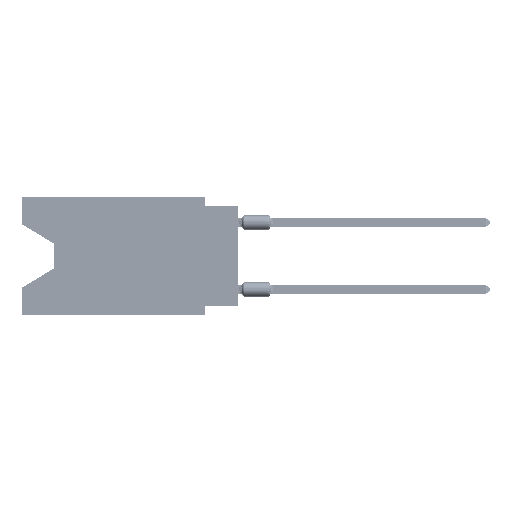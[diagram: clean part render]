
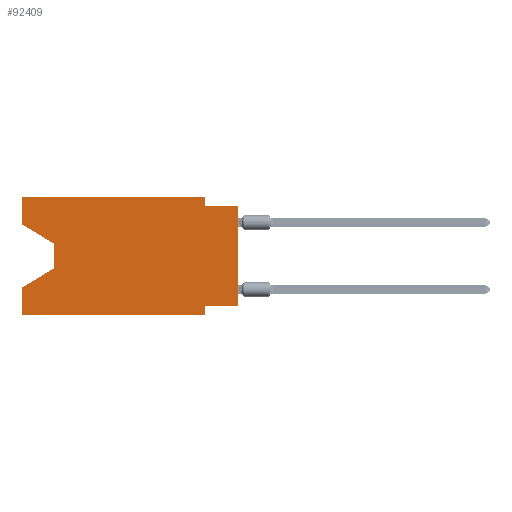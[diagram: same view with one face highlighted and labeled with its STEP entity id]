
A CAD part, left-side view. The second image highlights one B-rep face of the part: STEP entity #92409.
In plain terms, the highlighted planar face has unit normal (-1, 0, 0).
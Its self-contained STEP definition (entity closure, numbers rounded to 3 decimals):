
#1321 = DIRECTION ( 'NONE',  ( 1., 0., 0. ) ) ;
#2245 = PLANE ( 'NONE',  #91160 ) ;
#2712 = DIRECTION ( 'NONE',  ( 0., 0., -1. ) ) ;
#4589 = CARTESIAN_POINT ( 'NONE',  ( 0., 16.383, 0. ) ) ;
#4729 = ORIENTED_EDGE ( 'NONE', *, *, #70112, .T. ) ;
#4790 = DIRECTION ( 'NONE',  ( 0., 0., 1. ) ) ;
#4968 = ORIENTED_EDGE ( 'NONE', *, *, #38301, .T. ) ;
#7238 = CARTESIAN_POINT ( 'NONE',  ( 0., 0., -8.255 ) ) ;
#7621 = EDGE_CURVE ( 'NONE', #31074, #81930, #11443, .T. ) ;
#9158 = VERTEX_POINT ( 'NONE', #24476 ) ;
#9718 = CARTESIAN_POINT ( 'NONE',  ( 0., 16.383, 0. ) ) ;
#10371 = VERTEX_POINT ( 'NONE', #60473 ) ;
#10707 = CARTESIAN_POINT ( 'NONE',  ( 0., 0., -0.635 ) ) ;
#11443 = LINE ( 'NONE', #40399, #57688 ) ;
#11803 = LINE ( 'NONE', #40296, #76818 ) ;
#14382 = VECTOR ( 'NONE', #57953, 1000. ) ;
#14942 = ORIENTED_EDGE ( 'NONE', *, *, #7621, .T. ) ;
#15340 = VERTEX_POINT ( 'NONE', #7238 ) ;
#16138 = DIRECTION ( 'NONE',  ( 0., 0., -1. ) ) ;
#16343 = CARTESIAN_POINT ( 'NONE',  ( 0., 2.54, 0. ) ) ;
#17235 = VERTEX_POINT ( 'NONE', #47052 ) ;
#18185 = VECTOR ( 'NONE', #39209, 1000. ) ;
#19381 = DIRECTION ( 'NONE',  ( 0., -1., 0. ) ) ;
#19405 = LINE ( 'NONE', #77797, #58958 ) ;
#21719 = ORIENTED_EDGE ( 'NONE', *, *, #83692, .F. ) ;
#21783 = EDGE_CURVE ( 'NONE', #31074, #66643, #11803, .T. ) ;
#22063 = EDGE_CURVE ( 'NONE', #49737, #87354, #32261, .T. ) ;
#24476 = CARTESIAN_POINT ( 'NONE',  ( 0., 13.97, -3.505 ) ) ;
#28741 = VERTEX_POINT ( 'NONE', #50836 ) ;
#29447 = CARTESIAN_POINT ( 'NONE',  ( 0., 0., -8.255 ) ) ;
#29845 = DIRECTION ( 'NONE',  ( 0., 0., -1. ) ) ;
#30026 = DIRECTION ( 'NONE',  ( 0., 0., 1. ) ) ;
#30156 = LINE ( 'NONE', #51635, #42796 ) ;
#31074 = VERTEX_POINT ( 'NONE', #61350 ) ;
#31344 = DIRECTION ( 'NONE',  ( 0., 0., 1. ) ) ;
#32261 = LINE ( 'NONE', #60305, #51460 ) ;
#35921 = ORIENTED_EDGE ( 'NONE', *, *, #78992, .F. ) ;
#37178 = VECTOR ( 'NONE', #2712, 1000. ) ;
#38217 = LINE ( 'NONE', #86859, #37178 ) ;
#38301 = EDGE_CURVE ( 'NONE', #9158, #28741, #38217, .T. ) ;
#39209 = DIRECTION ( 'NONE',  ( 0., -1., 0. ) ) ;
#40000 = VERTEX_POINT ( 'NONE', #16343 ) ;
#40296 = CARTESIAN_POINT ( 'NONE',  ( 0., 16.383, 0. ) ) ;
#40399 = CARTESIAN_POINT ( 'NONE',  ( 0., 16.383, -8.89 ) ) ;
#40856 = EDGE_CURVE ( 'NONE', #17235, #81930, #30156, .T. ) ;
#41954 = CARTESIAN_POINT ( 'NONE',  ( 0., 16.383, -2.038 ) ) ;
#42796 = VECTOR ( 'NONE', #16138, 1000. ) ;
#43716 = VERTEX_POINT ( 'NONE', #61391 ) ;
#45285 = VECTOR ( 'NONE', #47213, 1000. ) ;
#45566 = CARTESIAN_POINT ( 'NONE',  ( 0., 16.383, -6.852 ) ) ;
#46190 = VECTOR ( 'NONE', #75225, 1000. ) ;
#46683 = LINE ( 'NONE', #89261, #46190 ) ;
#47052 = CARTESIAN_POINT ( 'NONE',  ( 0., 2.54, -8.255 ) ) ;
#47213 = DIRECTION ( 'NONE',  ( 0., 0.855, -0.519 ) ) ;
#49737 = VERTEX_POINT ( 'NONE', #41954 ) ;
#50836 = CARTESIAN_POINT ( 'NONE',  ( 0., 13.97, -5.385 ) ) ;
#51460 = VECTOR ( 'NONE', #31344, 1000. ) ;
#51635 = CARTESIAN_POINT ( 'NONE',  ( 0., 2.54, -8.89 ) ) ;
#51858 = LINE ( 'NONE', #29447, #14382 ) ;
#53702 = VECTOR ( 'NONE', #70009, 1000. ) ;
#53885 = ORIENTED_EDGE ( 'NONE', *, *, #40856, .F. ) ;
#53937 = ORIENTED_EDGE ( 'NONE', *, *, #90745, .T. ) ;
#54582 = LINE ( 'NONE', #91025, #53702 ) ;
#57357 = ORIENTED_EDGE ( 'NONE', *, *, #74831, .T. ) ;
#57688 = VECTOR ( 'NONE', #19381, 1000. ) ;
#57953 = DIRECTION ( 'NONE',  ( 0., 1., 0. ) ) ;
#58491 = ORIENTED_EDGE ( 'NONE', *, *, #80286, .F. ) ;
#58958 = VECTOR ( 'NONE', #63295, 1000. ) ;
#59927 = CARTESIAN_POINT ( 'NONE',  ( 0., 0., 0. ) ) ;
#60305 = CARTESIAN_POINT ( 'NONE',  ( 0., 16.383, 0. ) ) ;
#60473 = CARTESIAN_POINT ( 'NONE',  ( 0., 0., -0.635 ) ) ;
#61350 = CARTESIAN_POINT ( 'NONE',  ( 0., 16.383, -8.89 ) ) ;
#61391 = CARTESIAN_POINT ( 'NONE',  ( 0., 2.54, -0.635 ) ) ;
#62182 = CARTESIAN_POINT ( 'NONE',  ( 0., 13.97, -5.385 ) ) ;
#63295 = DIRECTION ( 'NONE',  ( 0., -1., 0. ) ) ;
#64841 = ORIENTED_EDGE ( 'NONE', *, *, #22063, .F. ) ;
#65303 = VECTOR ( 'NONE', #30026, 1000. ) ;
#66270 = FACE_OUTER_BOUND ( 'NONE', #91472, .T. ) ;
#66643 = VERTEX_POINT ( 'NONE', #45566 ) ;
#66941 = LINE ( 'NONE', #59927, #65303 ) ;
#70009 = DIRECTION ( 'NONE',  ( 0., 0., -1. ) ) ;
#70112 = EDGE_CURVE ( 'NONE', #28741, #66643, #76220, .T. ) ;
#74679 = CARTESIAN_POINT ( 'NONE',  ( 0., 2.54, -8.89 ) ) ;
#74746 = LINE ( 'NONE', #10707, #18185 ) ;
#74831 = EDGE_CURVE ( 'NONE', #15340, #10371, #66941, .T. ) ;
#75212 = EDGE_CURVE ( 'NONE', #15340, #17235, #51858, .T. ) ;
#75225 = DIRECTION ( 'NONE',  ( 0., -0.855, -0.519 ) ) ;
#76131 = ORIENTED_EDGE ( 'NONE', *, *, #75212, .F. ) ;
#76220 = LINE ( 'NONE', #62182, #45285 ) ;
#76818 = VECTOR ( 'NONE', #4790, 1000. ) ;
#77797 = CARTESIAN_POINT ( 'NONE',  ( 0., 16.383, 0. ) ) ;
#78992 = EDGE_CURVE ( 'NONE', #40000, #43716, #54582, .T. ) ;
#80286 = EDGE_CURVE ( 'NONE', #43716, #10371, #74746, .T. ) ;
#81930 = VERTEX_POINT ( 'NONE', #74679 ) ;
#82266 = ORIENTED_EDGE ( 'NONE', *, *, #21783, .F. ) ;
#83692 = EDGE_CURVE ( 'NONE', #87354, #40000, #19405, .T. ) ;
#86859 = CARTESIAN_POINT ( 'NONE',  ( 0., 13.97, -3.505 ) ) ;
#87354 = VERTEX_POINT ( 'NONE', #4589 ) ;
#89261 = CARTESIAN_POINT ( 'NONE',  ( 0., 16.383, -2.038 ) ) ;
#90745 = EDGE_CURVE ( 'NONE', #49737, #9158, #46683, .T. ) ;
#91025 = CARTESIAN_POINT ( 'NONE',  ( 0., 2.54, 0. ) ) ;
#91160 = AXIS2_PLACEMENT_3D ( 'NONE', #9718, #1321, #29845 ) ;
#91472 = EDGE_LOOP ( 'NONE', ( #53937, #4968, #4729, #82266, #14942, #53885, #76131, #57357, #58491, #35921, #21719, #64841 ) ) ;
#92409 = ADVANCED_FACE ( 'NONE', ( #66270 ), #2245, .F. ) ;
